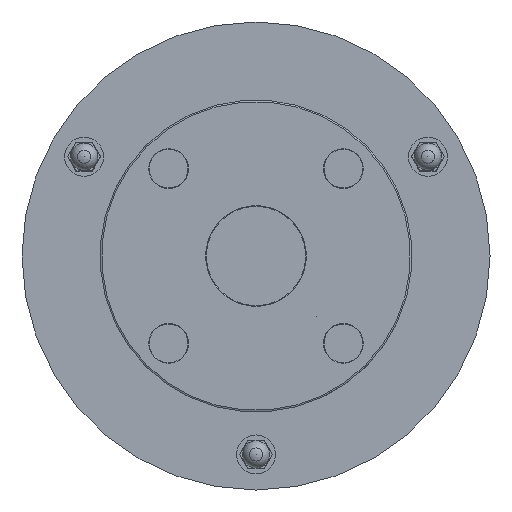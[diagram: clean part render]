
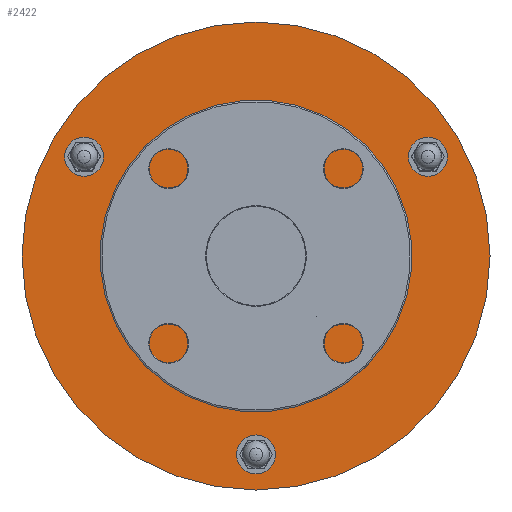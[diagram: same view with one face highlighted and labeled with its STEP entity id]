
A CAD part, front view. The second image highlights one B-rep face of the part: STEP entity #2422.
In plain terms, the highlighted planar face has unit normal (0, -1, 0).
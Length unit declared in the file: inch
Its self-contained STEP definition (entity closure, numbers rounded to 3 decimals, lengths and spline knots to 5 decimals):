
#1223=CARTESIAN_POINT('',(-0.1875,0.,-4.14176));
#1224=VERTEX_POINT('',#1223);
#1225=CARTESIAN_POINT('',(0.,0.,-3.817));
#1226=DIRECTION('',(0.,1.0,0.));
#1227=DIRECTION('',(-0.5,0.,-0.866));
#1228=AXIS2_PLACEMENT_3D('',#1225,#1226,#1227);
#1229=CIRCLE('',#1228,0.375);
#1230=EDGE_CURVE('',#1224,#1224,#1229,.T.);
#1405=CARTESIAN_POINT('',(4.5,0.,0.0));
#1406=VERTEX_POINT('',#1405);
#1407=CARTESIAN_POINT('',(0.,0.,0.));
#1408=DIRECTION('',(0.0,-1.0,0.0));
#1409=DIRECTION('',(1.0,0.0,0.0));
#1410=AXIS2_PLACEMENT_3D('',#1407,#1408,#1409);
#1411=CIRCLE('',#1410,4.5);
#1412=EDGE_CURVE('',#1406,#1406,#1411,.T.);
#1449=CARTESIAN_POINT('',(1.1915,0.0,0.));
#1450=VERTEX_POINT('',#1449);
#1451=CARTESIAN_POINT('',(0.,0.,0.0));
#1452=DIRECTION('',(0.0,1.0,0.0));
#1453=DIRECTION('',(1.0,0.0,0.0));
#1454=AXIS2_PLACEMENT_3D('',#1451,#1452,#1453);
#1455=CIRCLE('',#1454,1.1915);
#1456=EDGE_CURVE('',#1450,#1450,#1455,.T.);
#1536=CARTESIAN_POINT('',(3.68062,0.,1.9085));
#1537=VERTEX_POINT('',#1536);
#1538=CARTESIAN_POINT('',(3.30562,0.0,1.9085));
#1539=DIRECTION('',(0.0,1.0,0.0));
#1540=DIRECTION('',(1.0,0.0,0.0));
#1541=AXIS2_PLACEMENT_3D('',#1538,#1539,#1540);
#1542=CIRCLE('',#1541,0.375);
#1543=EDGE_CURVE('',#1537,#1537,#1542,.T.);
#2394=CARTESIAN_POINT('',(2.25,0.0,0.0));
#2395=DIRECTION('',(0.0,-1.0,0.0));
#2396=DIRECTION('',(0.0,0.0,-1.0));
#2397=AXIS2_PLACEMENT_3D('',#2394,#2395,#2396);
#2398=PLANE('',#2397);
#2399=ORIENTED_EDGE('',*,*,#1412,.T.);
#2400=EDGE_LOOP('',(#2399));
#2401=FACE_OUTER_BOUND('',#2400,.T.);
#2402=ORIENTED_EDGE('',*,*,#1230,.T.);
#2403=EDGE_LOOP('',(#2402));
#2404=FACE_BOUND('',#2403,.T.);
#2405=ORIENTED_EDGE('',*,*,#1456,.T.);
#2406=EDGE_LOOP('',(#2405));
#2407=FACE_BOUND('',#2406,.T.);
#2408=ORIENTED_EDGE('',*,*,#1543,.T.);
#2409=EDGE_LOOP('',(#2408));
#2410=FACE_BOUND('',#2409,.T.);
#2411=CARTESIAN_POINT('',(-3.49312,0.,2.23326));
#2412=VERTEX_POINT('',#2411);
#2413=CARTESIAN_POINT('',(-3.30562,0.,1.9085));
#2414=DIRECTION('',(0.,1.0,0.));
#2415=DIRECTION('',(-0.5,0.,0.866));
#2416=AXIS2_PLACEMENT_3D('',#2413,#2414,#2415);
#2417=CIRCLE('',#2416,0.375);
#2418=EDGE_CURVE('',#2412,#2412,#2417,.T.);
#2419=ORIENTED_EDGE('',*,*,#2418,.T.);
#2420=EDGE_LOOP('',(#2419));
#2421=FACE_BOUND('',#2420,.T.);
#2422=ADVANCED_FACE('',(#2401,#2404,#2407,#2410,#2421),#2398,.T.);
